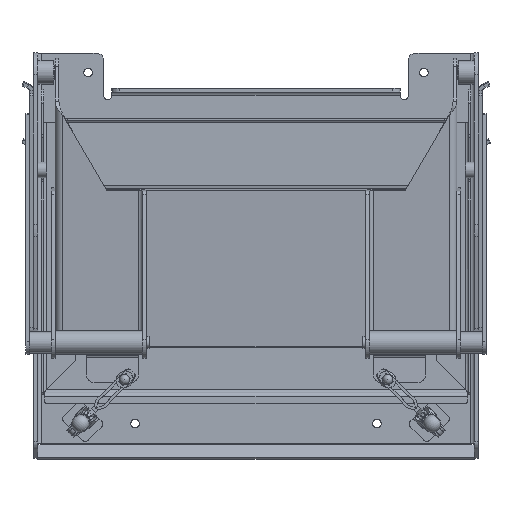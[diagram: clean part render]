
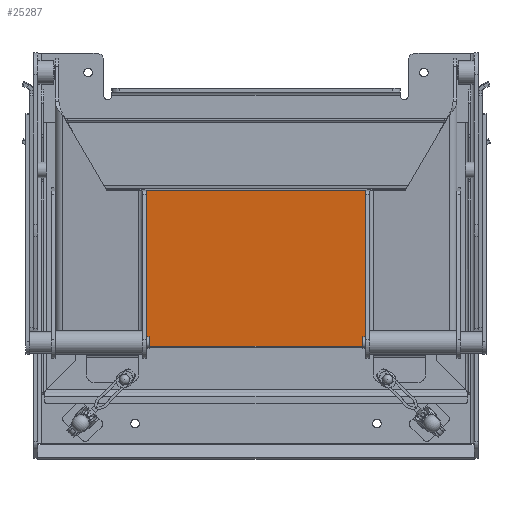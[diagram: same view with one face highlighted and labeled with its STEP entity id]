
A CAD part, top view. The second image highlights one B-rep face of the part: STEP entity #25287.
In plain terms, the highlighted planar face has unit normal (0, -0.087, 0.996).
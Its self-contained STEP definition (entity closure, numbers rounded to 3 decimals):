
#1430=FACE_OUTER_BOUND('',#2822,.T.);
#2822=EDGE_LOOP('',(#17157,#17158,#17159,#17160));
#5524=LINE('',#38907,#7697);
#5533=LINE('',#38922,#7706);
#5536=LINE('',#38927,#7709);
#5537=LINE('',#38928,#7710);
#7697=VECTOR('',#30405,10.);
#7706=VECTOR('',#30418,10.);
#7709=VECTOR('',#30425,10.);
#7710=VECTOR('',#30426,10.);
#9938=VERTEX_POINT('',#38904);
#9939=VERTEX_POINT('',#38906);
#9942=VERTEX_POINT('',#38919);
#9943=VERTEX_POINT('',#38921);
#12583=EDGE_CURVE('',#9939,#9938,#5524,.T.);
#12592=EDGE_CURVE('',#9943,#9942,#5533,.T.);
#12595=EDGE_CURVE('',#9938,#9943,#5536,.T.);
#12596=EDGE_CURVE('',#9939,#9942,#5537,.T.);
#17157=ORIENTED_EDGE('',*,*,#12595,.T.);
#17158=ORIENTED_EDGE('',*,*,#12592,.T.);
#17159=ORIENTED_EDGE('',*,*,#12596,.F.);
#17160=ORIENTED_EDGE('',*,*,#12583,.T.);
#22950=PLANE('',#26903);
#25287=ADVANCED_FACE('',(#1430),#22950,.F.);
#26903=AXIS2_PLACEMENT_3D('',#38926,#30423,#30424);
#30405=DIRECTION('',(1.,0.,0.));
#30418=DIRECTION('',(-1.,0.,0.));
#30423=DIRECTION('center_axis',(0.,0.087,
-0.996));
#30424=DIRECTION('ref_axis',(0.,-0.996,-0.087));
#30425=DIRECTION('',(0.,0.996,0.087));
#30426=DIRECTION('',(0.,0.996,0.087));
#38904=CARTESIAN_POINT('',(150.5,-375.563,48.502));
#38906=CARTESIAN_POINT('',(-150.5,-375.563,48.502));
#38907=CARTESIAN_POINT('',(-223.,-375.563,48.502));
#38919=CARTESIAN_POINT('',(-150.5,-176.324,65.933));
#38921=CARTESIAN_POINT('',(150.5,-176.324,65.933));
#38922=CARTESIAN_POINT('',(223.,-176.324,65.933));
#38926=CARTESIAN_POINT('Origin',(0.,-275.944,
57.217));
#38927=CARTESIAN_POINT('',(150.5,-198.773,63.969));
#38928=CARTESIAN_POINT('',(-150.5,-198.773,63.969));
